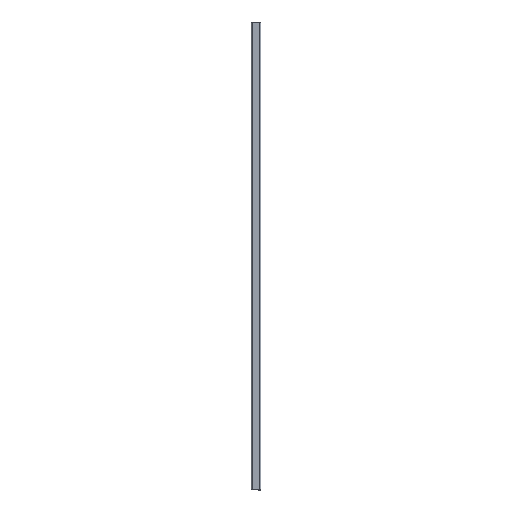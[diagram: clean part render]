
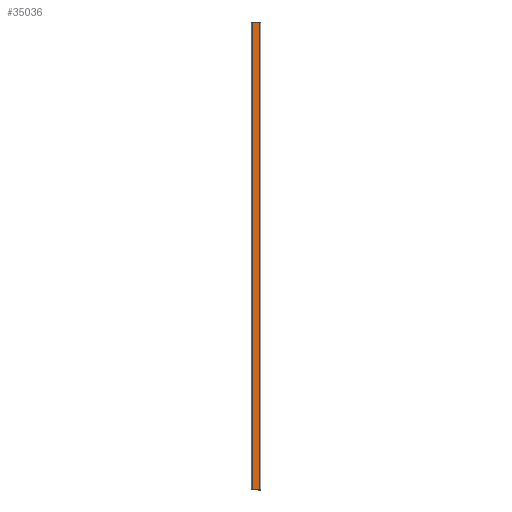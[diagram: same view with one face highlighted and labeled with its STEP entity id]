
A CAD part, left-side view. The second image highlights one B-rep face of the part: STEP entity #35036.
In plain terms, the highlighted planar face has unit normal (-1, 0, 0).
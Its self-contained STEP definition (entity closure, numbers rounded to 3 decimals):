
#139 = ORIENTED_EDGE ( 'NONE', *, *, #24861, .T. ) ;
#1677 = LINE ( 'NONE', #24005, #34942 ) ;
#2442 = ORIENTED_EDGE ( 'NONE', *, *, #25210, .F. ) ;
#3268 = CARTESIAN_POINT ( 'NONE',  ( -20.5, 3., -500. ) ) ;
#3555 = EDGE_CURVE ( 'NONE', #10644, #10715, #21100, .T. ) ;
#4372 = DIRECTION ( 'NONE',  ( 0., 0., 1. ) ) ;
#8882 = CARTESIAN_POINT ( 'NONE',  ( -20.5, 18., -500. ) ) ;
#10644 = VERTEX_POINT ( 'NONE', #44059 ) ;
#10715 = VERTEX_POINT ( 'NONE', #19333 ) ;
#12435 = VECTOR ( 'NONE', #35772, 1000. ) ;
#16512 = VECTOR ( 'NONE', #4372, 1000. ) ;
#17871 = LINE ( 'NONE', #44485, #12435 ) ;
#19333 = CARTESIAN_POINT ( 'NONE',  ( -20.5, 3., 0. ) ) ;
#19642 = PLANE ( 'NONE',  #22162 ) ;
#20582 = LINE ( 'NONE', #8882, #16512 ) ;
#20751 = ORIENTED_EDGE ( 'NONE', *, *, #37025, .F. ) ;
#21100 = LINE ( 'NONE', #3268, #52409 ) ;
#22162 = AXIS2_PLACEMENT_3D ( 'NONE', #23621, #54425, #28387 ) ;
#23621 = CARTESIAN_POINT ( 'NONE',  ( -20.5, 0., -500. ) ) ;
#24005 = CARTESIAN_POINT ( 'NONE',  ( -20.5, 0., 0. ) ) ;
#24861 = EDGE_CURVE ( 'NONE', #10715, #39545, #1677, .T. ) ;
#25210 = EDGE_CURVE ( 'NONE', #10644, #28408, #17871, .T. ) ;
#28387 = DIRECTION ( 'NONE',  ( 0., 0., -1. ) ) ;
#28408 = VERTEX_POINT ( 'NONE', #34209 ) ;
#34209 = CARTESIAN_POINT ( 'NONE',  ( -20.5, 18., -1000. ) ) ;
#34942 = VECTOR ( 'NONE', #37175, 1000. ) ;
#35036 = ADVANCED_FACE ( 'NONE', ( #53520 ), #19642, .F. ) ;
#35772 = DIRECTION ( 'NONE',  ( 0., 1., 0. ) ) ;
#37025 = EDGE_CURVE ( 'NONE', #28408, #39545, #20582, .T. ) ;
#37175 = DIRECTION ( 'NONE',  ( 0., 1., 0. ) ) ;
#38363 = ORIENTED_EDGE ( 'NONE', *, *, #3555, .T. ) ;
#39545 = VERTEX_POINT ( 'NONE', #49978 ) ;
#44059 = CARTESIAN_POINT ( 'NONE',  ( -20.5, 3., -1000. ) ) ;
#44485 = CARTESIAN_POINT ( 'NONE',  ( -20.5, 0., -1000. ) ) ;
#49978 = CARTESIAN_POINT ( 'NONE',  ( -20.5, 18., 0. ) ) ;
#51282 = DIRECTION ( 'NONE',  ( 0., 0., 1. ) ) ;
#51865 = EDGE_LOOP ( 'NONE', ( #139, #20751, #2442, #38363 ) ) ;
#52409 = VECTOR ( 'NONE', #51282, 1000. ) ;
#53520 = FACE_OUTER_BOUND ( 'NONE', #51865, .T. ) ;
#54425 = DIRECTION ( 'NONE',  ( 1., 0., 0. ) ) ;
